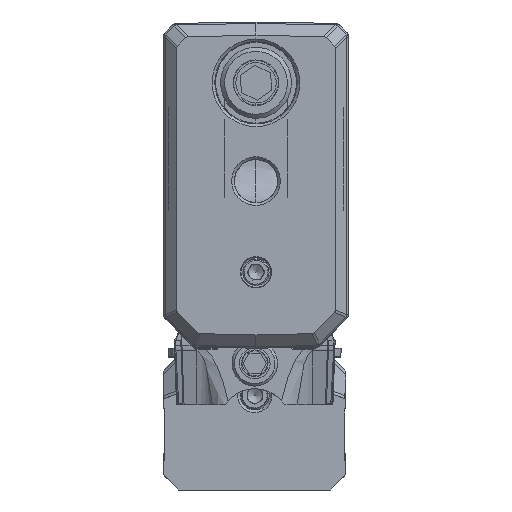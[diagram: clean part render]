
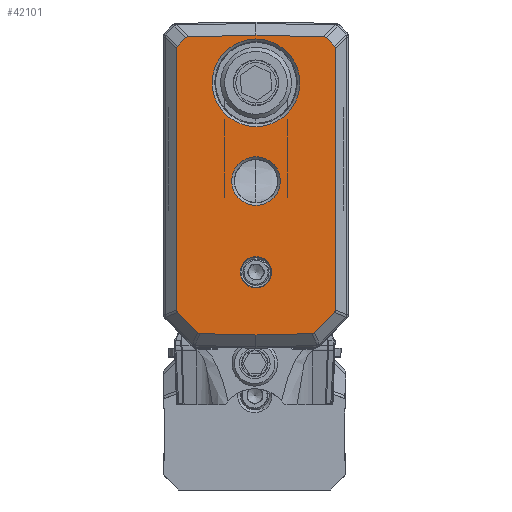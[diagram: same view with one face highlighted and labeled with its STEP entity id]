
A CAD part, front view. The second image highlights one B-rep face of the part: STEP entity #42101.
In plain terms, the highlighted planar face has unit normal (0, -1, 0).
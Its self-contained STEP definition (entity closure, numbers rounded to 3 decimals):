
#3849=ELLIPSE('',#115965,0.859,0.5);
#3850=ELLIPSE('',#115967,0.859,0.5);
#3851=ELLIPSE('',#115969,0.736,0.5);
#3852=ELLIPSE('',#115971,0.735,0.5);
#3853=ELLIPSE('',#115973,0.735,0.5);
#3854=ELLIPSE('',#115975,0.736,0.5);
#3855=ELLIPSE('',#115977,0.859,0.5);
#3856=ELLIPSE('',#115979,0.859,0.5);
#27132=LINE('',#187047,#35366);
#27133=LINE('',#187049,#35367);
#27134=LINE('',#187051,#35368);
#27135=LINE('',#187053,#35369);
#27136=LINE('',#187059,#35370);
#27138=LINE('',#187063,#35372);
#27139=LINE('',#187065,#35373);
#27141=LINE('',#187069,#35375);
#27145=LINE('',#187104,#35379);
#27146=LINE('',#187105,#35380);
#35366=VECTOR('',#134871,1.);
#35367=VECTOR('',#134874,1.);
#35368=VECTOR('',#134877,1.);
#35369=VECTOR('',#134880,1.);
#35370=VECTOR('',#134889,1.);
#35372=VECTOR('',#134893,1.);
#35373=VECTOR('',#134896,1.);
#35375=VECTOR('',#134900,1.);
#35379=VECTOR('',#134940,1.);
#35380=VECTOR('',#134941,1.);
#42101=ADVANCED_FACE('',(#47172,#47173,#47174,#47175),#45683,.T.);
#45683=PLANE('',#116075);
#47172=FACE_BOUND('',#51531,.T.);
#47173=FACE_BOUND('',#51532,.T.);
#47174=FACE_BOUND('',#51533,.T.);
#47175=FACE_BOUND('',#51534,.T.);
#51531=EDGE_LOOP('',(#71643,#71644,#71645,#71646,#71647,#71648,#71649,#71650,
#71651,#71652,#71653,#71654,#71655,#71656,#71657,#71658,#71659,#71660));
#51532=EDGE_LOOP('',(#71661));
#51533=EDGE_LOOP('',(#71662));
#51534=EDGE_LOOP('',(#71663));
#71643=ORIENTED_EDGE('',*,*,#98644,.T.);
#71644=ORIENTED_EDGE('',*,*,#98538,.T.);
#71645=ORIENTED_EDGE('',*,*,#98639,.T.);
#71646=ORIENTED_EDGE('',*,*,#98535,.T.);
#71647=ORIENTED_EDGE('',*,*,#98647,.T.);
#71648=ORIENTED_EDGE('',*,*,#98661,.T.);
#71649=ORIENTED_EDGE('',*,*,#98517,.T.);
#71650=ORIENTED_EDGE('',*,*,#98640,.T.);
#71651=ORIENTED_EDGE('',*,*,#98520,.T.);
#71652=ORIENTED_EDGE('',*,*,#98645,.T.);
#71653=ORIENTED_EDGE('',*,*,#98523,.T.);
#71654=ORIENTED_EDGE('',*,*,#98638,.T.);
#71655=ORIENTED_EDGE('',*,*,#98526,.T.);
#71656=ORIENTED_EDGE('',*,*,#98662,.T.);
#71657=ORIENTED_EDGE('',*,*,#98642,.T.);
#71658=ORIENTED_EDGE('',*,*,#98529,.T.);
#71659=ORIENTED_EDGE('',*,*,#98637,.T.);
#71660=ORIENTED_EDGE('',*,*,#98532,.T.);
#71661=ORIENTED_EDGE('',*,*,#98038,.T.);
#71662=ORIENTED_EDGE('',*,*,#98040,.T.);
#71663=ORIENTED_EDGE('',*,*,#98034,.T.);
#86348=VERTEX_POINT('',#182776);
#86352=VERTEX_POINT('',#182812);
#86354=VERTEX_POINT('',#182817);
#86675=VERTEX_POINT('',#186658);
#86676=VERTEX_POINT('',#186660);
#86677=VERTEX_POINT('',#186664);
#86678=VERTEX_POINT('',#186666);
#86679=VERTEX_POINT('',#186670);
#86680=VERTEX_POINT('',#186672);
#86681=VERTEX_POINT('',#186676);
#86682=VERTEX_POINT('',#186678);
#86683=VERTEX_POINT('',#186682);
#86684=VERTEX_POINT('',#186684);
#86685=VERTEX_POINT('',#186688);
#86686=VERTEX_POINT('',#186690);
#86687=VERTEX_POINT('',#186694);
#86688=VERTEX_POINT('',#186696);
#86689=VERTEX_POINT('',#186700);
#86690=VERTEX_POINT('',#186702);
#86742=VERTEX_POINT('',#187060);
#86743=VERTEX_POINT('',#187068);
#98034=EDGE_CURVE('',#86348,#86348,#107383,.T.);
#98038=EDGE_CURVE('',#86352,#86352,#107385,.T.);
#98040=EDGE_CURVE('',#86354,#86354,#107387,.T.);
#98517=EDGE_CURVE('',#86675,#86676,#3849,.T.);
#98520=EDGE_CURVE('',#86677,#86678,#3850,.T.);
#98523=EDGE_CURVE('',#86679,#86680,#3851,.T.);
#98526=EDGE_CURVE('',#86681,#86682,#3852,.T.);
#98529=EDGE_CURVE('',#86683,#86684,#3853,.T.);
#98532=EDGE_CURVE('',#86685,#86686,#3854,.T.);
#98535=EDGE_CURVE('',#86687,#86688,#3855,.T.);
#98538=EDGE_CURVE('',#86689,#86690,#3856,.T.);
#98637=EDGE_CURVE('',#86684,#86685,#27132,.T.);
#98638=EDGE_CURVE('',#86680,#86681,#27133,.T.);
#98639=EDGE_CURVE('',#86690,#86687,#27134,.T.);
#98640=EDGE_CURVE('',#86676,#86677,#27135,.T.);
#98642=EDGE_CURVE('',#86742,#86683,#27136,.T.);
#98644=EDGE_CURVE('',#86686,#86689,#27138,.T.);
#98645=EDGE_CURVE('',#86678,#86679,#27139,.T.);
#98647=EDGE_CURVE('',#86688,#86743,#27141,.T.);
#98661=EDGE_CURVE('',#86743,#86675,#27145,.T.);
#98662=EDGE_CURVE('',#86682,#86742,#27146,.T.);
#107383=CIRCLE('',#115697,2.4);
#107385=CIRCLE('',#115701,1.55);
#107387=CIRCLE('',#115704,4.323);
#115697=AXIS2_PLACEMENT_3D('',#182775,#133914,#133915);
#115701=AXIS2_PLACEMENT_3D('',#182811,#133922,#133923);
#115704=AXIS2_PLACEMENT_3D('',#182816,#133928,#133929);
#115965=AXIS2_PLACEMENT_3D('',#186661,#134647,#134648);
#115967=AXIS2_PLACEMENT_3D('',#186667,#134653,#134654);
#115969=AXIS2_PLACEMENT_3D('',#186673,#134659,#134660);
#115971=AXIS2_PLACEMENT_3D('',#186679,#134665,#134666);
#115973=AXIS2_PLACEMENT_3D('',#186685,#134671,#134672);
#115975=AXIS2_PLACEMENT_3D('',#186691,#134677,#134678);
#115977=AXIS2_PLACEMENT_3D('',#186697,#134683,#134684);
#115979=AXIS2_PLACEMENT_3D('',#186703,#134689,#134690);
#116075=AXIS2_PLACEMENT_3D('',#187106,#134942,#134943);
#133914=DIRECTION('',(0.,1.,0.));
#133915=DIRECTION('',(0.,0.,-1.));
#133922=DIRECTION('',(0.,1.,0.));
#133923=DIRECTION('',(0.,0.,-1.));
#133928=DIRECTION('',(0.,1.,0.));
#133929=DIRECTION('',(0.,0.,-1.));
#134647=DIRECTION('',(0.,-1.,0.));
#134648=DIRECTION('',(0.716,0.,-0.698));
#134653=DIRECTION('',(0.,-1.,0.));
#134654=DIRECTION('',(0.716,0.,-0.698));
#134659=DIRECTION('',(0.,-1.,0.));
#134660=DIRECTION('',(-0.926,0.,-0.379));
#134665=DIRECTION('',(0.,-1.,0.));
#134666=DIRECTION('',(-0.398,0.,-0.917));
#134671=DIRECTION('',(0.,-1.,0.));
#134672=DIRECTION('',(-0.398,0.,0.917));
#134677=DIRECTION('',(0.,-1.,0.));
#134678=DIRECTION('',(-0.926,0.,0.379));
#134683=DIRECTION('',(0.,-1.,0.));
#134684=DIRECTION('',(0.716,0.,0.698));
#134689=DIRECTION('',(0.,-1.,0.));
#134690=DIRECTION('',(0.716,0.,0.698));
#134871=DIRECTION('',(0.701,0.,0.713));
#134874=DIRECTION('',(0.701,0.,-0.713));
#134877=DIRECTION('',(-0.698,0.,0.716));
#134880=DIRECTION('',(-0.698,0.,-0.716));
#134889=DIRECTION('',(1.,0.,0.025));
#134893=DIRECTION('',(0.,0.,1.));
#134896=DIRECTION('',(0.,0.,-1.));
#134900=DIRECTION('',(-1.,0.,0.025));
#134940=DIRECTION('',(-1.,0.,-0.025));
#134941=DIRECTION('',(1.,0.,-0.025));
#134942=DIRECTION('',(0.,-1.,0.));
#134943=DIRECTION('',(0.,0.,-1.));
#182775=CARTESIAN_POINT('',(0.125,-28.5,-15.7));
#182776=CARTESIAN_POINT('',(0.125,-28.5,-18.1));
#182811=CARTESIAN_POINT('',(0.125,-28.5,-24.7));
#182812=CARTESIAN_POINT('',(0.125,-28.5,-26.25));
#182816=CARTESIAN_POINT('',(0.125,-28.5,-6.));
#182817=CARTESIAN_POINT('',(0.125,-28.5,-10.323));
#186658=CARTESIAN_POINT('',(-6.564,-28.5,-1.465));
#186660=CARTESIAN_POINT('',(-6.816,-28.5,-1.564));
#186661=CARTESIAN_POINT('',(-6.201,-28.5,-2.163));
#186664=CARTESIAN_POINT('',(-7.608,-28.5,-2.375));
#186666=CARTESIAN_POINT('',(-7.7,-28.5,-2.63));
#186667=CARTESIAN_POINT('',(-6.993,-28.5,-2.975));
#186670=CARTESIAN_POINT('',(-7.7,-28.5,-28.416));
#186672=CARTESIAN_POINT('',(-7.599,-28.5,-28.664));
#186673=CARTESIAN_POINT('',(-6.993,-28.5,-28.272));
#186676=CARTESIAN_POINT('',(-5.639,-28.5,-30.658));
#186678=CARTESIAN_POINT('',(-5.396,-28.5,-30.764));
#186679=CARTESIAN_POINT('',(-5.235,-28.5,-30.06));
#186682=CARTESIAN_POINT('',(5.646,-28.5,-30.764));
#186684=CARTESIAN_POINT('',(5.889,-28.5,-30.658));
#186685=CARTESIAN_POINT('',(5.485,-28.5,-30.06));
#186688=CARTESIAN_POINT('',(7.849,-28.5,-28.664));
#186690=CARTESIAN_POINT('',(7.95,-28.5,-28.416));
#186691=CARTESIAN_POINT('',(7.243,-28.5,-28.272));
#186694=CARTESIAN_POINT('',(7.066,-28.5,-1.564));
#186696=CARTESIAN_POINT('',(6.814,-28.5,-1.465));
#186697=CARTESIAN_POINT('',(6.451,-28.5,-2.163));
#186700=CARTESIAN_POINT('',(7.95,-28.5,-2.63));
#186702=CARTESIAN_POINT('',(7.858,-28.5,-2.375));
#186703=CARTESIAN_POINT('',(7.243,-28.5,-2.975));
#187047=CARTESIAN_POINT('',(-2.196,-28.5,-38.886));
#187049=CARTESIAN_POINT('',(-6.519,-28.5,-29.762));
#187051=CARTESIAN_POINT('',(14.544,-28.5,-9.227));
#187053=CARTESIAN_POINT('',(-23.195,-28.5,-18.349));
#187059=CARTESIAN_POINT('',(-9.027,-28.5,-31.126));
#187060=CARTESIAN_POINT('',(0.125,-28.5,-30.9));
#187063=CARTESIAN_POINT('',(7.95,-28.5,-32.2));
#187065=CARTESIAN_POINT('',(-7.7,-28.5,-32.2));
#187068=CARTESIAN_POINT('',(0.125,-28.5,-1.3));
#187069=CARTESIAN_POINT('',(-8.232,-28.5,-1.094));
#187104=CARTESIAN_POINT('',(-9.757,-28.5,-1.544));
#187105=CARTESIAN_POINT('',(-8.962,-28.5,-30.676));
#187106=CARTESIAN_POINT('',(-9.,-28.5,-32.2));
